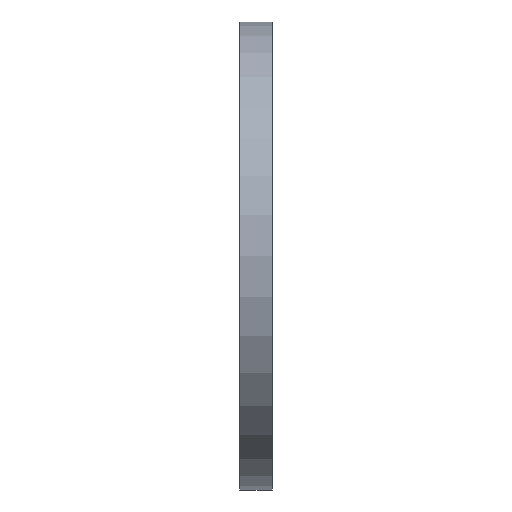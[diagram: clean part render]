
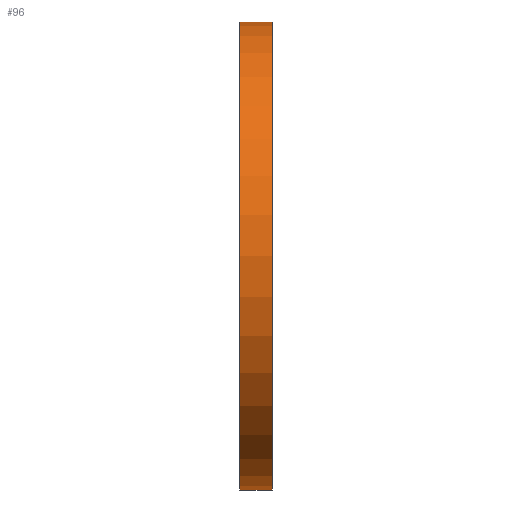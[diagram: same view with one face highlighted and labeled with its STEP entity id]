
A CAD part, front view. The second image highlights one B-rep face of the part: STEP entity #96.
In plain terms, the highlighted cylindrical face has radius 555.625 mm (diameter 1111.25 mm), a partial arc.
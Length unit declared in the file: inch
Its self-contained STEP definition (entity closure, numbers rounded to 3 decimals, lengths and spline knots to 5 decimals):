
#79 = VECTOR ( 'NONE', #295, 39.37008 ) ;
#96 = ADVANCED_FACE ( 'NONE', ( #1483 ), #846, .T. ) ;
#183 = CARTESIAN_POINT ( 'NONE',  ( 3.125, 0., -21.875 ) ) ;
#263 = ORIENTED_EDGE ( 'NONE', *, *, #1507, .T. ) ;
#266 = DIRECTION ( 'NONE',  ( 0., 0., 1. ) ) ;
#273 = AXIS2_PLACEMENT_3D ( 'NONE', #625, #618, #866 ) ;
#295 = DIRECTION ( 'NONE',  ( -1., 0., 0. ) ) ;
#329 = DIRECTION ( 'NONE',  ( 0., 0., 1. ) ) ;
#380 = CARTESIAN_POINT ( 'NONE',  ( 0.0625, 0., 0. ) ) ;
#427 = CARTESIAN_POINT ( 'NONE',  ( 3.125, 0., 21.875 ) ) ;
#476 = ORIENTED_EDGE ( 'NONE', *, *, #747, .F. ) ;
#618 = DIRECTION ( 'NONE',  ( -1., 0., 0. ) ) ;
#625 = CARTESIAN_POINT ( 'NONE',  ( 0., 0., 0. ) ) ;
#659 = LINE ( 'NONE', #1321, #79 ) ;
#662 = VECTOR ( 'NONE', #1466, 39.37008 ) ;
#747 = EDGE_CURVE ( 'NONE', #1590, #1285, #950, .T. ) ;
#841 = DIRECTION ( 'NONE',  ( -1., 0., 0. ) ) ;
#846 = CYLINDRICAL_SURFACE ( 'NONE', #273, 21.875 ) ;
#866 = DIRECTION ( 'NONE',  ( 0., 0., 1. ) ) ;
#876 = AXIS2_PLACEMENT_3D ( 'NONE', #1620, #841, #329 ) ;
#893 = DIRECTION ( 'NONE',  ( -1., 0., 0. ) ) ;
#950 = CIRCLE ( 'NONE', #977, 21.875 ) ;
#968 = LINE ( 'NONE', #1482, #662 ) ;
#973 = ORIENTED_EDGE ( 'NONE', *, *, #1363, .F. ) ;
#977 = AXIS2_PLACEMENT_3D ( 'NONE', #380, #893, #266 ) ;
#1127 = CARTESIAN_POINT ( 'NONE',  ( 0.0625, 0., -21.875 ) ) ;
#1155 = EDGE_CURVE ( 'NONE', #1452, #1451, #1597, .T. ) ;
#1238 = ORIENTED_EDGE ( 'NONE', *, *, #1155, .T. ) ;
#1257 = EDGE_LOOP ( 'NONE', ( #973, #1238, #263, #476 ) ) ;
#1285 = VERTEX_POINT ( 'NONE', #1408 ) ;
#1321 = CARTESIAN_POINT ( 'NONE',  ( 0., 0., -21.875 ) ) ;
#1363 = EDGE_CURVE ( 'NONE', #1452, #1590, #659, .T. ) ;
#1408 = CARTESIAN_POINT ( 'NONE',  ( 0.0625, 0., 21.875 ) ) ;
#1451 = VERTEX_POINT ( 'NONE', #427 ) ;
#1452 = VERTEX_POINT ( 'NONE', #183 ) ;
#1466 = DIRECTION ( 'NONE',  ( -1., 0., 0. ) ) ;
#1482 = CARTESIAN_POINT ( 'NONE',  ( 0., 0., 21.875 ) ) ;
#1483 = FACE_OUTER_BOUND ( 'NONE', #1257, .T. ) ;
#1507 = EDGE_CURVE ( 'NONE', #1451, #1285, #968, .T. ) ;
#1590 = VERTEX_POINT ( 'NONE', #1127 ) ;
#1597 = CIRCLE ( 'NONE', #876, 21.875 ) ;
#1620 = CARTESIAN_POINT ( 'NONE',  ( 3.125, 0., 0. ) ) ;
